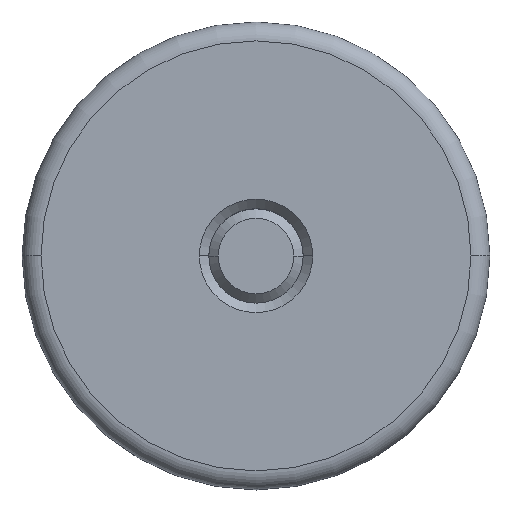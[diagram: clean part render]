
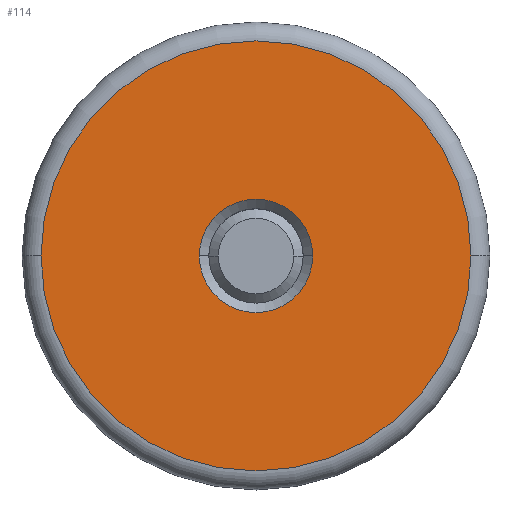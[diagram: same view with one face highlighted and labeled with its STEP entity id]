
A CAD part, top view. The second image highlights one B-rep face of the part: STEP entity #114.
In plain terms, the highlighted planar face has unit normal (0, 0, 1).
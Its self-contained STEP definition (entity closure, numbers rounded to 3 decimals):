
#114=ADVANCED_FACE('',(#238,#239),#240,.T.);
#238=FACE_OUTER_BOUND('',#380,.T.);
#239=FACE_BOUND('',#381,.T.);
#240=PLANE('',#382);
#380=EDGE_LOOP('',(#602,#603));
#381=EDGE_LOOP('',(#604,#605));
#382=AXIS2_PLACEMENT_3D('',#606,#607,#608);
#602=ORIENTED_EDGE('',*,*,#872,.F.);
#603=ORIENTED_EDGE('',*,*,#795,.F.);
#604=ORIENTED_EDGE('',*,*,#873,.F.);
#605=ORIENTED_EDGE('',*,*,#790,.F.);
#606=CARTESIAN_POINT('',(0.0,0.0,14.5));
#607=DIRECTION('',(0.0,0.0,1.0));
#608=DIRECTION('',(1.0,0.0,0.0));
#790=EDGE_CURVE('',#917,#919,#920,.T.);
#795=EDGE_CURVE('',#925,#928,#929,.T.);
#872=EDGE_CURVE('',#928,#925,#1047,.T.);
#873=EDGE_CURVE('',#919,#917,#1048,.T.);
#917=VERTEX_POINT('',#1094);
#919=VERTEX_POINT('',#1097);
#920=CIRCLE('',#1098,6.0);
#925=VERTEX_POINT('',#1104);
#928=VERTEX_POINT('',#1107);
#929=CIRCLE('',#1108,22.75);
#1047=CIRCLE('',#1252,22.75);
#1048=CIRCLE('',#1253,6.0);
#1094=CARTESIAN_POINT('',(-6.0,0.,14.5));
#1097=CARTESIAN_POINT('',(6.0,0.,14.5));
#1098=AXIS2_PLACEMENT_3D('',#1308,#1309,#1310);
#1104=CARTESIAN_POINT('',(-22.75,0.,14.5));
#1107=CARTESIAN_POINT('',(22.75,0.0,14.5));
#1108=AXIS2_PLACEMENT_3D('',#1318,#1319,#1320);
#1252=AXIS2_PLACEMENT_3D('',#1443,#1444,#1445);
#1253=AXIS2_PLACEMENT_3D('',#1446,#1447,#1448);
#1308=CARTESIAN_POINT('',(0.0,0.0,14.5));
#1309=DIRECTION('',(0.0,0.0,1.0));
#1310=DIRECTION('',(-1.0,0.0,0.0));
#1318=CARTESIAN_POINT('',(0.0,0.0,14.5));
#1319=DIRECTION('',(-0.0,0.0,-1.0));
#1320=DIRECTION('',(-1.0,0.,0.0));
#1443=CARTESIAN_POINT('',(0.0,0.0,14.5));
#1444=DIRECTION('',(-0.0,0.0,-1.0));
#1445=DIRECTION('',(-1.0,0.,0.0));
#1446=CARTESIAN_POINT('',(0.0,0.0,14.5));
#1447=DIRECTION('',(0.0,0.0,1.0));
#1448=DIRECTION('',(-1.0,0.0,0.0));
